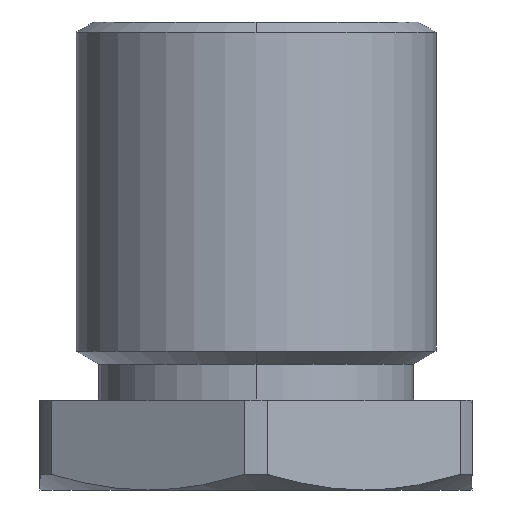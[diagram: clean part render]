
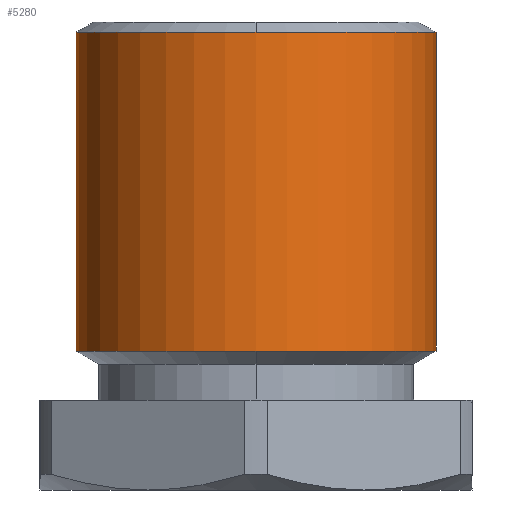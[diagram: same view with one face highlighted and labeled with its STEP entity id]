
A CAD part, left-side view. The second image highlights one B-rep face of the part: STEP entity #5280.
In plain terms, the highlighted cylindrical face has radius 10 mm (diameter 20 mm), a partial arc.
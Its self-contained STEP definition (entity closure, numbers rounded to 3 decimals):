
#4410=CARTESIAN_POINT('',(41.,46.,7.722));
#4420=DIRECTION('',(0.,0.,1.));
#4430=DIRECTION('',(1.,0.,-0.));
#4440=AXIS2_PLACEMENT_3D('',#4410,#4420,#4430);
#4450=CIRCLE('',#4440,10.);
#4460=CARTESIAN_POINT('',(41.,56.,7.722));
#4470=VERTEX_POINT('',#4460);
#4500=CARTESIAN_POINT('',(31.,46.,7.722));
#4510=VERTEX_POINT('045664-1501826565-408d5ccb334c-0 4270601',#4500);
#4520=EDGE_CURVE('045664-1501826565-408d5ccb334c-0 4270125',#4470,#4510,
#4450,.T.);
#4890=CARTESIAN_POINT('',(41.,46.,61.5));
#4900=DIRECTION('',(0.,0.,1.));
#4910=DIRECTION('',(0.,1.,0.));
#4920=AXIS2_PLACEMENT_3D('',#4890,#4900,#4910);
#4930=CYLINDRICAL_SURFACE('',#4920,10.);
#4940=CARTESIAN_POINT('',(41.,56.,61.5));
#4950=DIRECTION('',(0.,0.,1.));
#4960=VECTOR('',#4950,1.);
#4970=LINE('',#4940,#4960);
#4980=CARTESIAN_POINT('',(41.,56.,25.423));
#4990=VERTEX_POINT('045664-1501826565-408d5ccb334c-0 4022298',#4980);
#5000=EDGE_CURVE('',#4470,#4990,#4970,.T.);
#5010=ORIENTED_EDGE('',*,*,#5000,.F.);
#5020=CARTESIAN_POINT('',(41.,46.,25.423));
#5030=DIRECTION('',(0.,0.,1.));
#5040=DIRECTION('',(1.,0.,0.));
#5050=AXIS2_PLACEMENT_3D('',#5020,#5030,#5040);
#5060=CIRCLE('',#5050,10.);
#5070=CARTESIAN_POINT('',(31.,46.,25.423));
#5080=VERTEX_POINT('',#5070);
#5090=EDGE_CURVE('045664-1501826565-408d5ccb334c-0 4022296',#4990,#5080,
#5060,.T.);
#5100=ORIENTED_EDGE('',*,*,#5090,.F.);
#5110=CARTESIAN_POINT('',(41.,36.,25.423));
#5120=VERTEX_POINT('',#5110);
#5130=EDGE_CURVE('045664-1501826565-408d5ccb334c-0 4022296',#5080,#5120,
#5060,.T.);
#5140=ORIENTED_EDGE('',*,*,#5130,.F.);
#5150=CARTESIAN_POINT('',(41.,36.,61.5));
#5160=DIRECTION('',(0.,0.,1.));
#5170=VECTOR('',#5160,1.);
#5180=LINE('',#5150,#5170);
#5190=CARTESIAN_POINT('',(41.,36.,7.722));
#5200=VERTEX_POINT('',#5190);
#5210=EDGE_CURVE('',#5200,#5120,#5180,.T.);
#5220=ORIENTED_EDGE('',*,*,#5210,.T.);
#5230=EDGE_CURVE('045664-1501826565-408d5ccb334c-0 4270125',#4510,#5200,
#4450,.T.);
#5240=ORIENTED_EDGE('',*,*,#5230,.T.);
#5250=ORIENTED_EDGE('',*,*,#4520,.T.);
#5260=EDGE_LOOP('',(#5250,#5240,#5220,#5140,#5100,#5010));
#5270=FACE_OUTER_BOUND('',#5260,.T.);
#5280=ADVANCED_FACE('045664-1501826565-408d5ccb334c-0 4022277',(#5270),
#4930,.T.);
